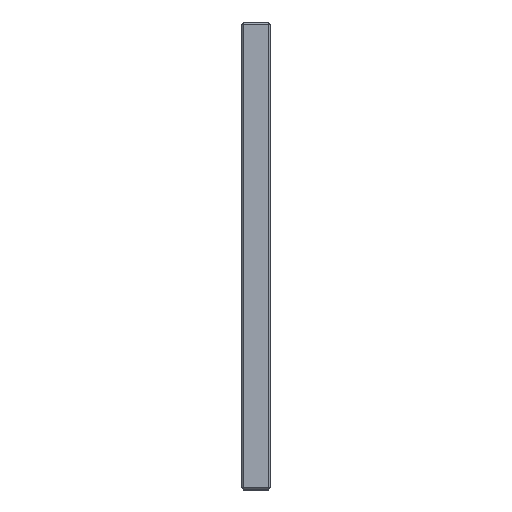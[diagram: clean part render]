
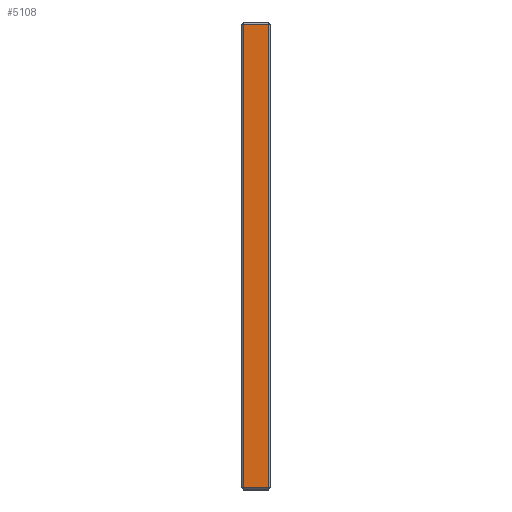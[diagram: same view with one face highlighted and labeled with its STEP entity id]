
A CAD part, left-side view. The second image highlights one B-rep face of the part: STEP entity #5108.
In plain terms, the highlighted planar face has unit normal (-1, 0, 0).
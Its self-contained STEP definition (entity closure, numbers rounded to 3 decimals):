
#345 = ORIENTED_EDGE ( 'NONE', *, *, #5016, .T. ) ;
#355 = VERTEX_POINT ( 'NONE', #3611 ) ;
#370 = VERTEX_POINT ( 'NONE', #3600 ) ;
#397 = VERTEX_POINT ( 'NONE', #3595 ) ;
#400 = VERTEX_POINT ( 'NONE', #3594 ) ;
#439 = ORIENTED_EDGE ( 'NONE', *, *, #5014, .T. ) ;
#527 = ORIENTED_EDGE ( 'NONE', *, *, #5017, .T. ) ;
#549 = ORIENTED_EDGE ( 'NONE', *, *, #5015, .T. ) ;
#2451 = VECTOR ( 'NONE', #3999, 1000. ) ;
#2452 = VECTOR ( 'NONE', #3996, 1000. ) ;
#2453 = VECTOR ( 'NONE', #3993, 1000. ) ;
#2454 = VECTOR ( 'NONE', #3990, 1000. ) ;
#2651 = FACE_OUTER_BOUND ( 'NONE', #3763, .T. ) ;
#2656 = AXIS2_PLACEMENT_3D ( 'NONE', #4273, #4274, #4275 ) ;
#3594 = CARTESIAN_POINT ( 'NONE',  ( -125., 1., -99. ) ) ;
#3595 = CARTESIAN_POINT ( 'NONE',  ( -125., 1., 99. ) ) ;
#3600 = CARTESIAN_POINT ( 'NONE',  ( -125., 11.7, 99. ) ) ;
#3611 = CARTESIAN_POINT ( 'NONE',  ( -125., 11.7, -99. ) ) ;
#3763 = EDGE_LOOP ( 'NONE', ( #345, #527, #549, #439 ) ) ;
#3988 = LINE ( 'NONE', #3989, #2454 ) ;
#3989 = CARTESIAN_POINT ( 'NONE',  ( -125., 12.7, 99. ) ) ;
#3990 = DIRECTION ( 'NONE',  ( 0., 1., 0. ) ) ;
#3991 = LINE ( 'NONE', #3992, #2453 ) ;
#3992 = CARTESIAN_POINT ( 'NONE',  ( -125., 1., 100. ) ) ;
#3993 = DIRECTION ( 'NONE',  ( 0., 0., 1. ) ) ;
#3994 = LINE ( 'NONE', #3995, #2452 ) ;
#3995 = CARTESIAN_POINT ( 'NONE',  ( -125., 11.7, -100. ) ) ;
#3996 = DIRECTION ( 'NONE',  ( 0., 0., -1. ) ) ;
#3997 = LINE ( 'NONE', #3998, #2451 ) ;
#3998 = CARTESIAN_POINT ( 'NONE',  ( -125., 12.7, -99. ) ) ;
#3999 = DIRECTION ( 'NONE',  ( 0., -1., 0. ) ) ;
#4272 = PLANE ( 'NONE',  #2656 ) ;
#4273 = CARTESIAN_POINT ( 'NONE',  ( -125., 12.7, -100. ) ) ;
#4274 = DIRECTION ( 'NONE',  ( 1., 0., 0. ) ) ;
#4275 = DIRECTION ( 'NONE',  ( 0., 0., -1. ) ) ;
#5014 = EDGE_CURVE ( 'NONE', #397, #370, #3988, .T. ) ;
#5015 = EDGE_CURVE ( 'NONE', #400, #397, #3991, .T. ) ;
#5016 = EDGE_CURVE ( 'NONE', #370, #355, #3994, .T. ) ;
#5017 = EDGE_CURVE ( 'NONE', #355, #400, #3997, .T. ) ;
#5108 = ADVANCED_FACE ( 'NONE', ( #2651 ), #4272, .F. ) ;
